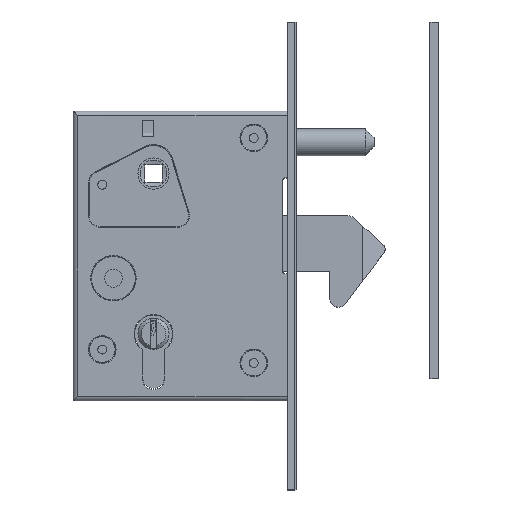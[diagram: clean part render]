
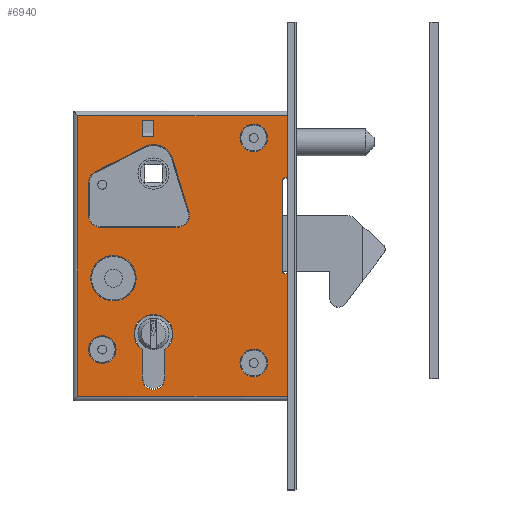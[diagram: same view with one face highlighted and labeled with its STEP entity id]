
A CAD part, top view. The second image highlights one B-rep face of the part: STEP entity #6940.
In plain terms, the highlighted planar face has unit normal (0, 0, 1).
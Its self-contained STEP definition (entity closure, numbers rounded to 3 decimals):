
#363=FACE_BOUND('',#1121,.T.);
#364=FACE_BOUND('',#1122,.T.);
#365=FACE_BOUND('',#1123,.T.);
#366=FACE_BOUND('',#1124,.T.);
#367=FACE_BOUND('',#1125,.T.);
#368=FACE_BOUND('',#1126,.T.);
#369=FACE_BOUND('',#1127,.T.);
#468=PLANE('',#7526);
#704=FACE_OUTER_BOUND('',#1120,.T.);
#1120=EDGE_LOOP('',(#5104,#5105,#5106,#5107,#5108,#5109,#5110,#5111,#5112,
#5113));
#1121=EDGE_LOOP('',(#5114,#5115,#5116,#5117));
#1122=EDGE_LOOP('',(#5118));
#1123=EDGE_LOOP('',(#5119));
#1124=EDGE_LOOP('',(#5120,#5121,#5122,#5123));
#1125=EDGE_LOOP('',(#5124,#5125,#5126,#5127,#5128,#5129,#5130,#5131));
#1126=EDGE_LOOP('',(#5132));
#1127=EDGE_LOOP('',(#5133));
#1536=LINE('',#9833,#2149);
#1549=LINE('',#9863,#2162);
#1554=LINE('',#9872,#2167);
#1556=LINE('',#9875,#2169);
#1608=LINE('',#10212,#2221);
#1609=LINE('',#10216,#2222);
#1610=LINE('',#10220,#2223);
#1611=LINE('',#10222,#2224);
#1612=LINE('',#10224,#2225);
#1613=LINE('',#10226,#2226);
#1614=LINE('',#10228,#2227);
#1615=LINE('',#10229,#2228);
#1616=LINE('',#10236,#2229);
#1617=LINE('',#10240,#2230);
#1618=LINE('',#10246,#2231);
#1619=LINE('',#10250,#2232);
#1620=LINE('',#10254,#2233);
#1621=LINE('',#10257,#2234);
#2149=VECTOR('',#8053,10.);
#2162=VECTOR('',#8082,10.);
#2167=VECTOR('',#8089,10.);
#2169=VECTOR('',#8093,10.);
#2221=VECTOR('',#8415,10.);
#2222=VECTOR('',#8418,10.);
#2223=VECTOR('',#8421,10.);
#2224=VECTOR('',#8422,10.);
#2225=VECTOR('',#8423,10.);
#2226=VECTOR('',#8424,10.);
#2227=VECTOR('',#8425,10.);
#2228=VECTOR('',#8426,10.);
#2229=VECTOR('',#8431,10.);
#2230=VECTOR('',#8434,10.);
#2231=VECTOR('',#8439,10.);
#2232=VECTOR('',#8442,10.);
#2233=VECTOR('',#8445,10.);
#2234=VECTOR('',#8448,10.);
#2795=CIRCLE('',#7523,6.2);
#2798=CIRCLE('',#7527,1.);
#2799=CIRCLE('',#7528,1.);
#2800=CIRCLE('',#7529,6.2);
#2801=CIRCLE('',#7530,6.2);
#2802=CIRCLE('',#7531,8.7);
#2803=CIRCLE('',#7532,5.);
#2804=CIRCLE('',#7533,8.981);
#2805=CIRCLE('',#7534,5.2);
#2806=CIRCLE('',#7535,5.2);
#2807=CIRCLE('',#7536,5.2);
#2808=CIRCLE('',#7537,10.2);
#3001=VERTEX_POINT('',#9830);
#3002=VERTEX_POINT('',#9832);
#3011=VERTEX_POINT('',#9862);
#3014=VERTEX_POINT('',#9870);
#3113=VERTEX_POINT('',#10204);
#3115=VERTEX_POINT('',#10210);
#3116=VERTEX_POINT('',#10211);
#3117=VERTEX_POINT('',#10213);
#3118=VERTEX_POINT('',#10215);
#3119=VERTEX_POINT('',#10217);
#3120=VERTEX_POINT('',#10219);
#3121=VERTEX_POINT('',#10221);
#3122=VERTEX_POINT('',#10223);
#3123=VERTEX_POINT('',#10225);
#3124=VERTEX_POINT('',#10227);
#3125=VERTEX_POINT('',#10230);
#3126=VERTEX_POINT('',#10232);
#3127=VERTEX_POINT('',#10234);
#3128=VERTEX_POINT('',#10235);
#3129=VERTEX_POINT('',#10237);
#3130=VERTEX_POINT('',#10239);
#3131=VERTEX_POINT('',#10242);
#3132=VERTEX_POINT('',#10243);
#3133=VERTEX_POINT('',#10245);
#3134=VERTEX_POINT('',#10247);
#3135=VERTEX_POINT('',#10249);
#3136=VERTEX_POINT('',#10251);
#3137=VERTEX_POINT('',#10253);
#3138=VERTEX_POINT('',#10255);
#3139=VERTEX_POINT('',#10258);
#3706=EDGE_CURVE('',#3001,#3002,#1536,.T.);
#3721=EDGE_CURVE('',#3011,#3002,#1549,.T.);
#3726=EDGE_CURVE('',#3001,#3014,#1554,.T.);
#3728=EDGE_CURVE('',#3014,#3011,#1556,.T.);
#3868=EDGE_CURVE('',#3113,#3113,#2795,.T.);
#3871=EDGE_CURVE('',#3115,#3116,#1608,.T.);
#3872=EDGE_CURVE('',#3116,#3117,#2798,.T.);
#3873=EDGE_CURVE('',#3117,#3118,#1609,.T.);
#3874=EDGE_CURVE('',#3118,#3119,#2799,.T.);
#3875=EDGE_CURVE('',#3119,#3120,#1610,.T.);
#3876=EDGE_CURVE('',#3121,#3120,#1611,.T.);
#3877=EDGE_CURVE('',#3122,#3121,#1612,.T.);
#3878=EDGE_CURVE('',#3123,#3122,#1613,.T.);
#3879=EDGE_CURVE('',#3124,#3123,#1614,.T.);
#3880=EDGE_CURVE('',#3115,#3124,#1615,.T.);
#3881=EDGE_CURVE('',#3125,#3125,#2800,.T.);
#3882=EDGE_CURVE('',#3126,#3126,#2801,.T.);
#3883=EDGE_CURVE('',#3127,#3128,#1616,.T.);
#3884=EDGE_CURVE('',#3128,#3129,#2802,.T.);
#3885=EDGE_CURVE('',#3129,#3130,#1617,.T.);
#3886=EDGE_CURVE('',#3130,#3127,#2803,.T.);
#3887=EDGE_CURVE('',#3131,#3132,#2804,.T.);
#3888=EDGE_CURVE('',#3133,#3131,#1618,.T.);
#3889=EDGE_CURVE('',#3134,#3133,#2805,.T.);
#3890=EDGE_CURVE('',#3135,#3134,#1619,.T.);
#3891=EDGE_CURVE('',#3136,#3135,#2806,.T.);
#3892=EDGE_CURVE('',#3137,#3136,#1620,.T.);
#3893=EDGE_CURVE('',#3138,#3137,#2807,.T.);
#3894=EDGE_CURVE('',#3132,#3138,#1621,.T.);
#3895=EDGE_CURVE('',#3139,#3139,#2808,.T.);
#5104=ORIENTED_EDGE('',*,*,#3871,.T.);
#5105=ORIENTED_EDGE('',*,*,#3872,.T.);
#5106=ORIENTED_EDGE('',*,*,#3873,.T.);
#5107=ORIENTED_EDGE('',*,*,#3874,.T.);
#5108=ORIENTED_EDGE('',*,*,#3875,.T.);
#5109=ORIENTED_EDGE('',*,*,#3876,.F.);
#5110=ORIENTED_EDGE('',*,*,#3877,.F.);
#5111=ORIENTED_EDGE('',*,*,#3878,.F.);
#5112=ORIENTED_EDGE('',*,*,#3879,.F.);
#5113=ORIENTED_EDGE('',*,*,#3880,.F.);
#5114=ORIENTED_EDGE('',*,*,#3726,.T.);
#5115=ORIENTED_EDGE('',*,*,#3728,.T.);
#5116=ORIENTED_EDGE('',*,*,#3721,.T.);
#5117=ORIENTED_EDGE('',*,*,#3706,.F.);
#5118=ORIENTED_EDGE('',*,*,#3881,.F.);
#5119=ORIENTED_EDGE('',*,*,#3882,.F.);
#5120=ORIENTED_EDGE('',*,*,#3883,.T.);
#5121=ORIENTED_EDGE('',*,*,#3884,.T.);
#5122=ORIENTED_EDGE('',*,*,#3885,.T.);
#5123=ORIENTED_EDGE('',*,*,#3886,.T.);
#5124=ORIENTED_EDGE('',*,*,#3887,.F.);
#5125=ORIENTED_EDGE('',*,*,#3888,.F.);
#5126=ORIENTED_EDGE('',*,*,#3889,.F.);
#5127=ORIENTED_EDGE('',*,*,#3890,.F.);
#5128=ORIENTED_EDGE('',*,*,#3891,.F.);
#5129=ORIENTED_EDGE('',*,*,#3892,.F.);
#5130=ORIENTED_EDGE('',*,*,#3893,.F.);
#5131=ORIENTED_EDGE('',*,*,#3894,.F.);
#5132=ORIENTED_EDGE('',*,*,#3895,.F.);
#5133=ORIENTED_EDGE('',*,*,#3868,.F.);
#6940=ADVANCED_FACE('',(#704,#363,#364,#365,#366,#367,#368,#369),#468,.T.);
#7523=AXIS2_PLACEMENT_3D('',#10205,#8407,#8408);
#7526=AXIS2_PLACEMENT_3D('',#10209,#8413,#8414);
#7527=AXIS2_PLACEMENT_3D('',#10214,#8416,#8417);
#7528=AXIS2_PLACEMENT_3D('',#10218,#8419,#8420);
#7529=AXIS2_PLACEMENT_3D('',#10231,#8427,#8428);
#7530=AXIS2_PLACEMENT_3D('',#10233,#8429,#8430);
#7531=AXIS2_PLACEMENT_3D('',#10238,#8432,#8433);
#7532=AXIS2_PLACEMENT_3D('',#10241,#8435,#8436);
#7533=AXIS2_PLACEMENT_3D('',#10244,#8437,#8438);
#7534=AXIS2_PLACEMENT_3D('',#10248,#8440,#8441);
#7535=AXIS2_PLACEMENT_3D('',#10252,#8443,#8444);
#7536=AXIS2_PLACEMENT_3D('',#10256,#8446,#8447);
#7537=AXIS2_PLACEMENT_3D('',#10259,#8449,#8450);
#8053=DIRECTION('',(1.,0.,0.));
#8082=DIRECTION('',(0.,-1.,0.));
#8089=DIRECTION('',(0.,1.,0.));
#8093=DIRECTION('',(1.,0.,0.));
#8407=DIRECTION('center_axis',(0.,0.,1.));
#8408=DIRECTION('ref_axis',(-1.,0.,0.));
#8413=DIRECTION('center_axis',(0.,0.,1.));
#8414=DIRECTION('ref_axis',(1.,0.,0.));
#8415=DIRECTION('',(-1.,0.,0.));
#8416=DIRECTION('center_axis',(0.,0.,-1.));
#8417=DIRECTION('ref_axis',(-1.,0.,0.));
#8418=DIRECTION('',(0.,1.,0.));
#8419=DIRECTION('center_axis',(0.,0.,-1.));
#8420=DIRECTION('ref_axis',(0.,1.,0.));
#8421=DIRECTION('',(1.,0.,0.));
#8422=DIRECTION('',(0.,-1.,0.));
#8423=DIRECTION('',(1.,0.,0.));
#8424=DIRECTION('',(0.,1.,0.));
#8425=DIRECTION('',(-1.,0.,0.));
#8426=DIRECTION('',(0.,-1.,0.));
#8427=DIRECTION('center_axis',(0.,0.,1.));
#8428=DIRECTION('ref_axis',(-1.,0.,0.));
#8429=DIRECTION('center_axis',(0.,0.,1.));
#8430=DIRECTION('ref_axis',(-1.,0.,0.));
#8431=DIRECTION('',(0.,1.,0.));
#8432=DIRECTION('center_axis',(0.,0.,-1.));
#8433=DIRECTION('ref_axis',(1.,0.,0.));
#8434=DIRECTION('',(0.,-1.,0.));
#8435=DIRECTION('center_axis',(0.,0.,-1.));
#8436=DIRECTION('ref_axis',(-1.,0.,0.));
#8437=DIRECTION('center_axis',(0.,0.,1.));
#8438=DIRECTION('ref_axis',(0.39,0.921,0.));
#8439=DIRECTION('',(-0.293,0.956,0.));
#8440=DIRECTION('center_axis',(0.,0.,1.));
#8441=DIRECTION('ref_axis',(0.804,-0.595,0.));
#8442=DIRECTION('',(1.,0.,0.));
#8443=DIRECTION('center_axis',(0.,0.,1.));
#8444=DIRECTION('ref_axis',(-0.707,-0.707,0.));
#8445=DIRECTION('',(0.,-1.,0.));
#8446=DIRECTION('center_axis',(0.,0.,1.));
#8447=DIRECTION('ref_axis',(-0.853,0.522,0.));
#8448=DIRECTION('',(-0.891,-0.454,0.));
#8449=DIRECTION('center_axis',(0.,0.,1.));
#8450=DIRECTION('ref_axis',(-1.,0.,0.));
#9830=CARTESIAN_POINT('',(31.,118.5,19.));
#9832=CARTESIAN_POINT('',(36.,118.5,19.));
#9833=CARTESIAN_POINT('',(42.,118.5,19.));
#9862=CARTESIAN_POINT('',(36.,126.,19.));
#9863=CARTESIAN_POINT('',(36.,92.,19.));
#9870=CARTESIAN_POINT('',(31.,126.,19.));
#9872=CARTESIAN_POINT('',(31.,95.5,19.));
#9875=CARTESIAN_POINT('',(42.,126.,19.));
#10204=CARTESIAN_POINT('',(87.2,118.,19.));
#10205=CARTESIAN_POINT('Origin',(81.,118.,19.));
#10209=CARTESIAN_POINT('Origin',(48.,65.,19.));
#10210=CARTESIAN_POINT('',(96.,57.,19.));
#10211=CARTESIAN_POINT('',(95.,57.,19.));
#10212=CARTESIAN_POINT('',(71.5,57.,19.));
#10213=CARTESIAN_POINT('',(94.,58.,19.));
#10214=CARTESIAN_POINT('Origin',(95.,58.,19.));
#10215=CARTESIAN_POINT('',(94.,99.,19.));
#10216=CARTESIAN_POINT('',(94.,82.,19.));
#10217=CARTESIAN_POINT('',(95.,100.,19.));
#10218=CARTESIAN_POINT('Origin',(95.,99.,19.));
#10219=CARTESIAN_POINT('',(96.,100.,19.));
#10220=CARTESIAN_POINT('',(72.,100.,19.));
#10221=CARTESIAN_POINT('',(96.,128.,19.));
#10222=CARTESIAN_POINT('',(96.,0.,19.));
#10223=CARTESIAN_POINT('',(2.,128.,19.));
#10224=CARTESIAN_POINT('',(24.,128.,19.));
#10225=CARTESIAN_POINT('',(2.,2.,19.));
#10226=CARTESIAN_POINT('',(2.,32.5,19.));
#10227=CARTESIAN_POINT('',(96.,2.,19.));
#10228=CARTESIAN_POINT('',(72.,2.,19.));
#10229=CARTESIAN_POINT('',(96.,0.,19.));
#10230=CARTESIAN_POINT('',(19.2,23.,19.));
#10231=CARTESIAN_POINT('Origin',(13.,23.,19.));
#10232=CARTESIAN_POINT('',(87.2,17.,19.));
#10233=CARTESIAN_POINT('Origin',(81.,17.,19.));
#10234=CARTESIAN_POINT('',(31.,10.,19.));
#10235=CARTESIAN_POINT('',(31.,22.88,19.));
#10236=CARTESIAN_POINT('',(31.,43.94,19.));
#10237=CARTESIAN_POINT('',(41.,22.88,19.));
#10238=CARTESIAN_POINT('Origin',(36.,30.,19.));
#10239=CARTESIAN_POINT('',(41.,10.,19.));
#10240=CARTESIAN_POINT('',(41.,37.5,19.));
#10241=CARTESIAN_POINT('Origin',(36.,10.,19.));
#10242=CARTESIAN_POINT('',(44.587,108.63,19.));
#10243=CARTESIAN_POINT('',(31.918,114.,19.));
#10244=CARTESIAN_POINT('Origin',(36.,106.,19.));
#10245=CARTESIAN_POINT('',(51.972,84.523,19.));
#10246=CARTESIAN_POINT('',(54.535,76.155,19.));
#10247=CARTESIAN_POINT('',(47.,77.8,19.));
#10248=CARTESIAN_POINT('Origin',(47.,83.,19.));
#10249=CARTESIAN_POINT('',(12.,77.8,19.));
#10250=CARTESIAN_POINT('',(30.,77.8,19.));
#10251=CARTESIAN_POINT('',(6.8,83.,19.));
#10252=CARTESIAN_POINT('Origin',(12.,83.,19.));
#10253=CARTESIAN_POINT('',(6.8,98.,19.));
#10254=CARTESIAN_POINT('',(6.8,81.5,19.));
#10255=CARTESIAN_POINT('',(9.637,102.632,19.));
#10256=CARTESIAN_POINT('Origin',(12.,98.,19.));
#10257=CARTESIAN_POINT('',(28.38,112.195,19.));
#10258=CARTESIAN_POINT('',(28.2,55.,19.));
#10259=CARTESIAN_POINT('Origin',(18.,55.,19.));
